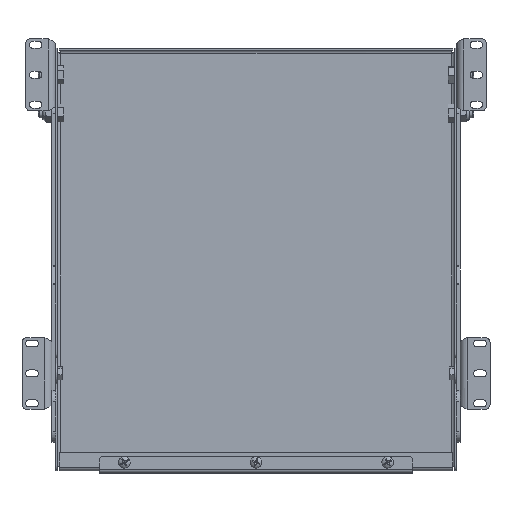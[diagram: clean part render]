
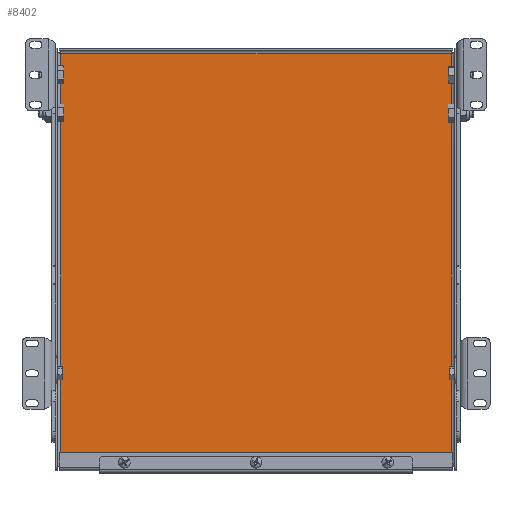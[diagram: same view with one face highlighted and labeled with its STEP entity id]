
A CAD part, front view. The second image highlights one B-rep face of the part: STEP entity #8402.
In plain terms, the highlighted planar face has unit normal (0, -1, 0).
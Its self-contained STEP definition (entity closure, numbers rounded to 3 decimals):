
#146 = CARTESIAN_POINT ( 'NONE',  ( -163., -1.5, -173.586 ) ) ;
#437 = CARTESIAN_POINT ( 'NONE',  ( 0., -1.5, 0. ) ) ;
#789 = VECTOR ( 'NONE', #6604, 1000. ) ;
#855 = EDGE_LOOP ( 'NONE', ( #2592, #1469, #4619, #868 ) ) ;
#868 = ORIENTED_EDGE ( 'NONE', *, *, #9953, .F. ) ;
#1218 = VECTOR ( 'NONE', #5129, 1000. ) ;
#1355 = VERTEX_POINT ( 'NONE', #8047 ) ;
#1469 = ORIENTED_EDGE ( 'NONE', *, *, #9742, .F. ) ;
#1555 = VECTOR ( 'NONE', #9424, 1000. ) ;
#1624 = VECTOR ( 'NONE', #3350, 1000. ) ;
#1931 = AXIS2_PLACEMENT_3D ( 'NONE', #437, #2653, #2067 ) ;
#2067 = DIRECTION ( 'NONE',  ( 0., 0., 1. ) ) ;
#2454 = CARTESIAN_POINT ( 'NONE',  ( -164.586, -1.5, 172. ) ) ;
#2592 = ORIENTED_EDGE ( 'NONE', *, *, #5796, .F. ) ;
#2653 = DIRECTION ( 'NONE',  ( 0., 1., 0. ) ) ;
#2834 = CARTESIAN_POINT ( 'NONE',  ( 163., -1.5, 172. ) ) ;
#3184 = LINE ( 'NONE', #2454, #1555 ) ;
#3350 = DIRECTION ( 'NONE',  ( 0., 0., 1. ) ) ;
#3419 = CARTESIAN_POINT ( 'NONE',  ( -163., -1.5, -172. ) ) ;
#3642 = PLANE ( 'NONE',  #1931 ) ;
#4133 = LINE ( 'NONE', #6544, #789 ) ;
#4619 = ORIENTED_EDGE ( 'NONE', *, *, #4659, .F. ) ;
#4659 = EDGE_CURVE ( 'NONE', #1355, #7689, #3184, .T. ) ;
#5129 = DIRECTION ( 'NONE',  ( -1., 0., 0. ) ) ;
#5279 = VERTEX_POINT ( 'NONE', #3419 ) ;
#5796 = EDGE_CURVE ( 'NONE', #7069, #5279, #7428, .T. ) ;
#6544 = CARTESIAN_POINT ( 'NONE',  ( 163., -1.5, 173.586 ) ) ;
#6604 = DIRECTION ( 'NONE',  ( 0., 0., -1. ) ) ;
#7069 = VERTEX_POINT ( 'NONE', #9555 ) ;
#7428 = LINE ( 'NONE', #8215, #1218 ) ;
#7521 = FACE_OUTER_BOUND ( 'NONE', #855, .T. ) ;
#7689 = VERTEX_POINT ( 'NONE', #2834 ) ;
#7976 = LINE ( 'NONE', #146, #1624 ) ;
#8047 = CARTESIAN_POINT ( 'NONE',  ( -163., -1.5, 172. ) ) ;
#8215 = CARTESIAN_POINT ( 'NONE',  ( 164.586, -1.5, -172. ) ) ;
#8402 = ADVANCED_FACE ( 'NONE', ( #7521 ), #3642, .F. ) ;
#9424 = DIRECTION ( 'NONE',  ( 1., 0., 0. ) ) ;
#9555 = CARTESIAN_POINT ( 'NONE',  ( 163., -1.5, -172. ) ) ;
#9742 = EDGE_CURVE ( 'NONE', #7689, #7069, #4133, .T. ) ;
#9953 = EDGE_CURVE ( 'NONE', #5279, #1355, #7976, .T. ) ;
